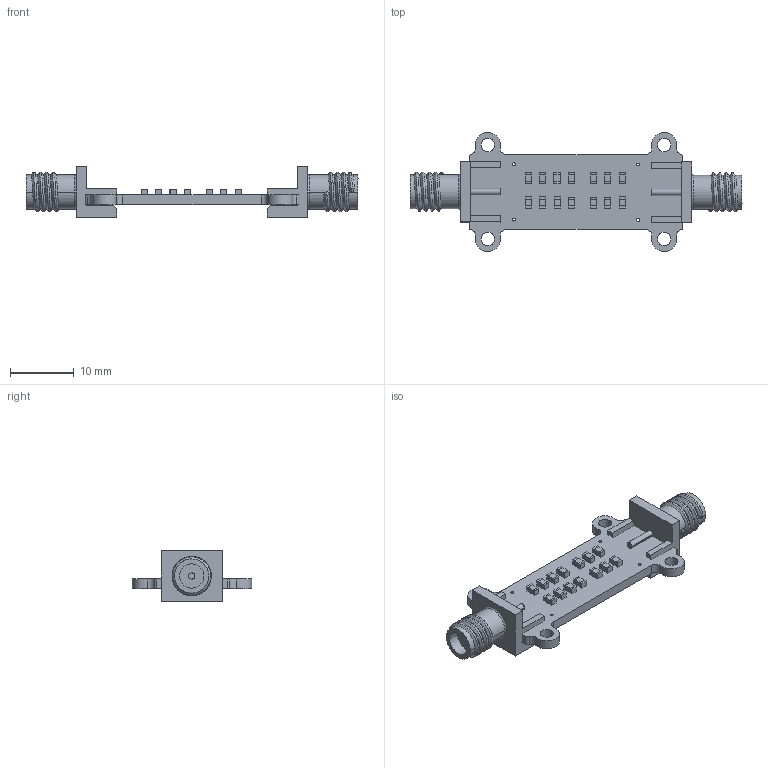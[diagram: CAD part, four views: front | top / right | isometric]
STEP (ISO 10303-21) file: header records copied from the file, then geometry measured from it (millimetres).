
FILE_DESCRIPTION(('Open CASCADE Model'),'2;1');
FILE_NAME('Open CASCADE Shape Model','2023-01-15T08:58:03',('Author'),( 'Open CASCADE'),'Open CASCADE STEP processor 6.8','Open CASCADE 6.8' ,'Unknown');
FILE_SCHEMA(('AUTOMOTIVE_DESIGN { 1 0 10303 214 1 1 1 1 }'));
Length unit declared in the file: millimetre
Products named in the file (24): PCB; Board; Open CASCADE STEP translator 6.8 2.1.1; C14; -1979575272; Extruded; -1979575672; C13; C12; C11; C10; C9; C8; Output; User_Library-73251-1150-SMA; Input; C7; C6; C5; C4; C3; C2; C1
Assembly tree (64 placements, depth 4):
  PCB
    Board
      Open CASCADE STEP translator 6.8 2.1.1
    C14
      -1979575272  x2
        Extruded
      -1979575672
        Extruded
    C13
      -1979575272  x2
        Extruded
      -1979575672
        Extruded
    C12
      -1979575272  x2
        Extruded
      -1979575672
        Extruded
    C11
      -1979575672
        Extruded
      -1979575272  x2
        Extruded
    C10
      -1979575272  x2
        Extruded
      -1979575672
        Extruded
    C9
      -1979575272  x2
        Extruded
      -1979575672
        Extruded
    C8
      -1979575272  x2
        Extruded
      -1979575672
        Extruded
    Output
      User_Library-73251-1150-SMA
    Input
      User_Library-73251-1150-SMA
    C7
      -1979575272  x2
        Extruded
      -1979575672
        Extruded
    C6
      -1979575272  x2
        Extruded
      -1979575672
        Extruded
    C5
      -1979575272  x2
        Extruded
      -1979575672
        Extruded
    C4
      -1979575272  x2
        Extruded
Bounding box: 52.12 x 18.7 x 7.93 mm (x, y, z)
Volume: 1540.7 mm3; surface area: 2837.4 mm2
Topology: 51 solids, 51 shells, 425 faces, 915 edges, 606 vertices
Faces by surface type: plane 333, cylinder 60, bspline 24, torus 4, cone 4
Full cylindrical faces by diameter (mm): 0.46 x4, 2.1 x4
Entity records: 6229 total; most frequent: CARTESIAN_POINT 2609, DIRECTION 665, ORIENTED_EDGE 546, EDGE_CURVE 273, AXIS2_PLACEMENT_3D 257, VERTEX_POINT 180, LINE 151, VECTOR 151
